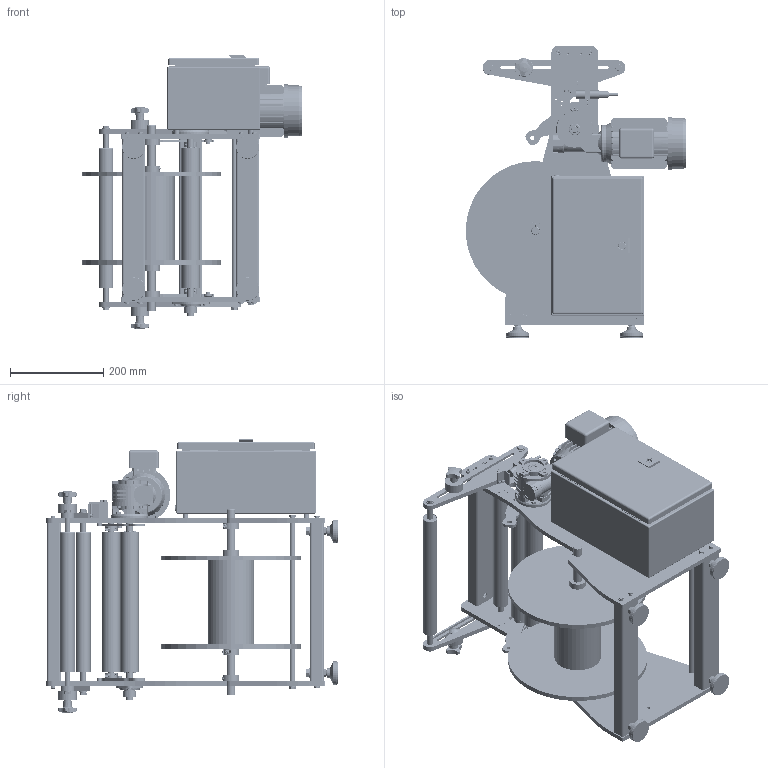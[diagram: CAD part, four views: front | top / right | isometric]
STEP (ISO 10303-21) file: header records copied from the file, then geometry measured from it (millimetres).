
FILE_DESCRIPTION((''),'2;1');
FILE_NAME('thread_decoiler.stp','2012-12-22T16:30:50',('User'),(''),'Autodesk Inventor 2008','Autodesk Inventor 2008','');
FILE_SCHEMA(('CONFIG_CONTROL_DESIGN'));
Length unit declared in the file: millimetre
Products named in the file (97): fadenwickler; rahmen; seitenteilrechts; seitenteillinks; querstrebeoben; EN 10210-2 - 50 x 30 x 3 - 340; strebenplatte; querstrebe; DIN 125-1 A A 6,4; DIN 933 - ersetzt durch DIN EN 24017 M6  x 25; DIN 6912 M6 x 20; DIN 125-1 A A 10,5; strebe340; DIN 125-1 A A 8,4; DIN 933 - ersetzt durch DIN EN 24017 M8  x 22; Gelenkfuss GN 343; DIN EN 24017 M10 x 40; DIN EN ISO 4762 M6 x 10; antriebswalze; rohr30; gummierung40; bar15; laufwalze; DIN 625 SKF 6001; DIN 988 S S 20 x 28; DIN 988 12 x 18 x 0,5; DIN 471 12x1; DIN 3760 AS AS - 12 x 28 x 7 - NBR; schwinge; schwingenarm; schwingenarmlinks; umlenkrolle; alurohr30x3; inafag_ir8x12x12_5_672ofebopt2p6vnowmx6zupak; inafag_hk1210_y5vn5f66uoyus5rccl7hm71v; inafag_hk1210_y5vn5f66uoyus5rccl7hm71v_05; inafag_hk1210_y5vn5f66uoyus5rccl7hm71v_04; inafag_hk1210_y5vn5f66uoyus5rccl7hm71v_03; inafag_hk1210_y5vn5f66uoyus5rccl7hm71v_02; inafag_hk1210_y5vn5f66uoyus5rccl7hm71v_01 ...
Assembly tree (208 placements, depth 4):
  fadenwickler
    rahmen
      seitenteilrechts
      seitenteillinks
      querstrebeoben
        EN 10210-2 - 50 x 30 x 3 - 340
        strebenplatte  x2
      querstrebe  x2
        EN 10210-2 - 50 x 30 x 3 - 340
        strebenplatte
      DIN 125-1 A A 6,4  x8
      DIN 933 - ersetzt durch DIN EN 24017 M6  x 25  x8
      DIN 6912 M6 x 20  x4
      DIN 125-1 A A 10,5  x4
      strebe340
      DIN 125-1 A A 8,4  x2
      DIN 933 - ersetzt durch DIN EN 24017 M8  x 22  x2
      Gelenkfuss GN 343  x4
      DIN EN 24017 M10 x 40  x4
      DIN EN ISO 4762 M6 x 10  x4
    antriebswalze
      rohr30
      gummierung40
      bar15  x2
    laufwalze
      rohr30
      gummierung40
      DIN 625 SKF 6001  x2
      DIN 988 S S 20 x 28  x2
      DIN 988 12 x 18 x 0,5  x2
      DIN 471 12x1  x2
      DIN 3760 AS AS - 12 x 28 x 7 - NBR  x2
    schwinge
      schwingenarm
      schwingenarmlinks
      umlenkrolle
        alurohr30x3
        DIN 625 SKF 6001  x2
        DIN 988 S S 20 x 28  x2
        DIN 988 12 x 18 x 0,5  x2
        DIN 471 12x1  x2
        DIN 3760 AS AS - 12 x 28 x 7 - NBR  x2
      inafag_ir8x12x12_5_672ofebopt2p6vnowmx6zupak  x2
      inafag_hk1210_y5vn5f66uoyus5rccl7hm71v  x2
        inafag_hk1210_y5vn5f66uoyus5rccl7hm71v_05
        inafag_hk1210_y5vn5f66uoyus5rccl7hm71v_04
        inafag_hk1210_y5vn5f66uoyus5rccl7hm71v_03
        inafag_hk1210_y5vn5f66uoyus5rccl7hm71v_02
        inafag_hk1210_y5vn5f66uoyus5rccl7hm71v_01
      DIN 988 S S 12 x 18  x4
      welle12_362_4
      DIN 125-1 A A 8,4  x6
      DIN EN 24017 M8 x 25  x4
      strebe12
      DIN 603 M8 x 40  x2
      laufgewicht  x2
      kreuzgriff_m8  x2
      winkel20
      DIN EN ISO 4762 M4 x 10  x2
    getriebe
Bounding box: 474.25 x 628 x 589.8 mm (x, y, z)
Volume: 9497443.7 mm3; surface area: 2860695.1 mm2
Topology: 237 solids, 245 shells, 4758 faces, 11517 edges, 7376 vertices
Faces by surface type: plane 2316, cylinder 1044, cone 746, torus 286, bspline 267, sphere 99
Full cylindrical faces by diameter (mm): 1.4 x8, 2 x4, 2.4 x1, 3 x38, 3.242 x6, 3.7 x8, 4 x16, 4.134 x4, 4.2 x12, 4.3 x2, 4.4 x4, 4.917 x13, 5 x12, 5.3 x4, 5.459 x8, 5.5 x8, 6 x54, 6.4 x16, 6.5 x3, 6.647 x9, 7 x20, 7.2 x4, 7.323 x2, 8 x17, 8.376 x4, 8.4 x18, 8.5 x8, 8.7 x12, 8.88 x6, 9 x6
Entity records: 85757 total; most frequent: CARTESIAN_POINT 21539, DIRECTION 12925, ORIENTED_EDGE 11648, EDGE_CURVE 5824, AXIS2_PLACEMENT_3D 4966, VERTEX_POINT 4101, EDGE_LOOP 3923, VECTOR 2993
